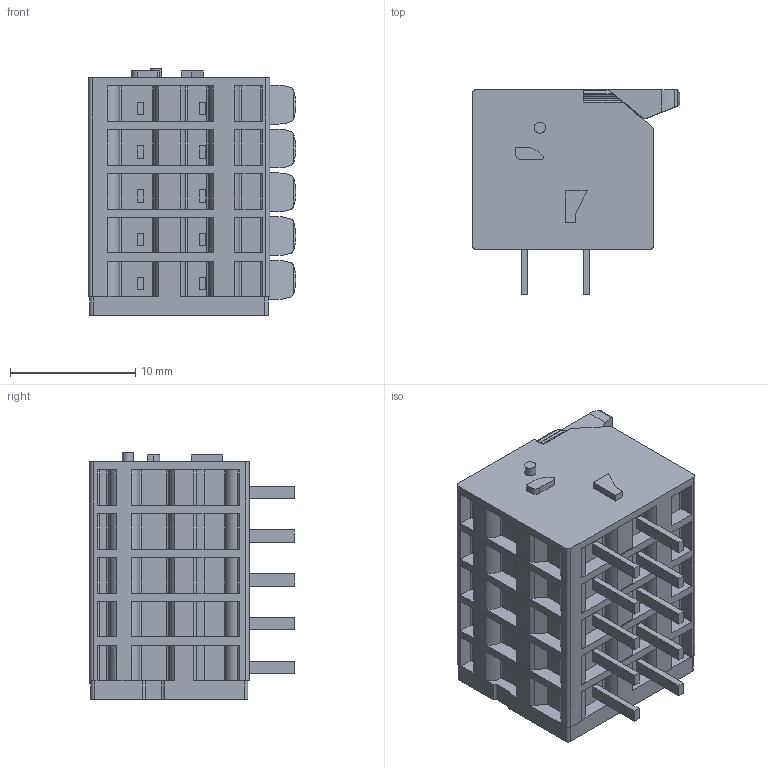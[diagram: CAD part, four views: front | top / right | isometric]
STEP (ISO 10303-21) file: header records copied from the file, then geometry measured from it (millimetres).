
FILE_DESCRIPTION(/* description */ ('STEP AP242','CAx-IF Rec.Pracs.---Representation and Presentation of Product Manufacturing Information (PMI)---4.0---2014-10-13','CAx-IF Rec.Pracs.---3D Tessellated Geometry---0.4---2014-09-14','2;1'),/* implementation_level */ '2;1');
FILE_NAME(/* name */ '2601-1105',/* time_stamp */ '2025-11-21T11:27:31+01:00',/* author */ ('License CC BY-ND 4.0'),/* organization */ ('CADENAS'),/* preprocessor_version */ 'ST-DEVELOPER v20',/* originating_system */ 'PARTsolutions',/* authorisation */ ' ');
FILE_SCHEMA (('AP242_MANAGED_MODEL_BASED_3D_ENGINEERING_MIM_LF { 1 0 10303 442 1 1 4 }'));
Length unit declared in the file: millimetre
Products named in the file (1): 2601-1105
Bounding box: 16.58 x 16.35 x 19.75 mm (x, y, z)
Volume: 3119.5 mm3; surface area: 2599.7 mm2
Topology: 1 solids, 1 shells, 701 faces, 1947 edges, 1286 vertices
Faces by surface type: plane 427, cylinder 269, cone 5
Full cylindrical faces by diameter (mm): 0.9 x1
Entity records: 27370 total; most frequent: CARTESIAN_POINT 4057, ORIENTED_EDGE 3892, DIRECTION 3826, EDGE_CURVE 1946, LINE 1388, VECTOR 1388, VERTEX_POINT 1286, AXIS2_PLACEMENT_3D 1219
